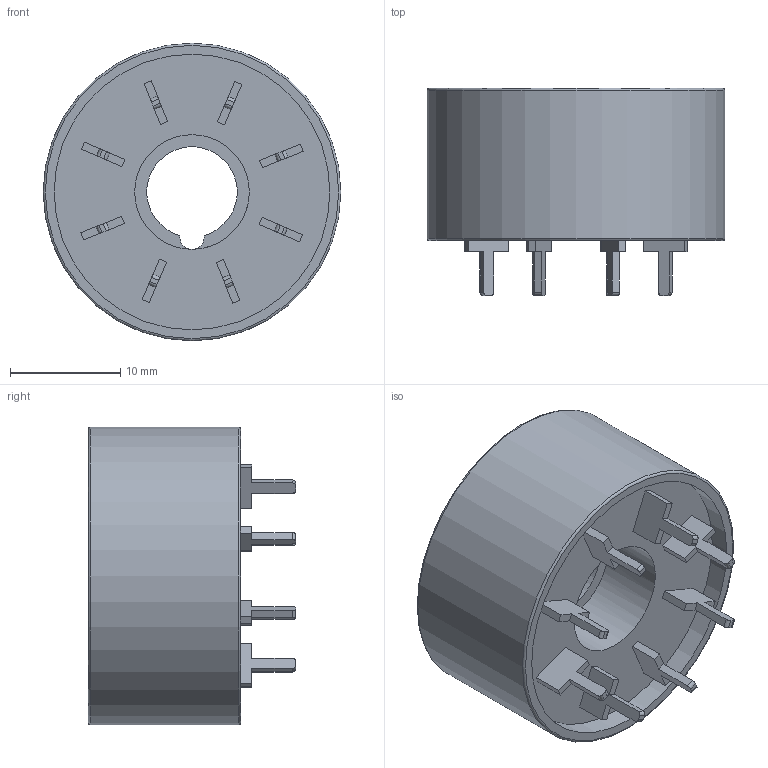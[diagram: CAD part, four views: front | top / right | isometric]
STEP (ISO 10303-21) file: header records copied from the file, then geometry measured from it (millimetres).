
FILE_DESCRIPTION(/* description */ (''),/* implementation_level */ '2;1');
FILE_NAME(/* name */ '90.14.1 (17.5).stp',/* time_stamp */ '2022-03-07T14:38:32+01:00',/* author */ ('marco'),/* organization */ (''),/* preprocessor_version */ 'ST-DEVELOPER v17',/* originating_system */ 'Autodesk Inventor 2019',/* authorisation */ '');
FILE_SCHEMA (('AUTOMOTIVE_DESIGN { 1 0 10303 214 3 1 1 }'));
Length unit declared in the file: millimetre
Products named in the file (1): 90.13 (20.5)
Bounding box: 27 x 18.8 x 27 mm (x, y, z)
Volume: 5681.2 mm3; surface area: 3950.1 mm2
Topology: 9 solids, 9 shells, 181 faces, 462 edges, 308 vertices
Faces by surface type: plane 141, cylinder 38, torus 2
Full cylindrical faces by diameter (mm): 10.4 x2, 25 x1, 27 x1
Entity records: 5576 total; most frequent: CARTESIAN_POINT 952, ORIENTED_EDGE 924, DIRECTION 914, EDGE_CURVE 462, LINE 374, VECTOR 374, VERTEX_POINT 308, AXIS2_PLACEMENT_3D 270
